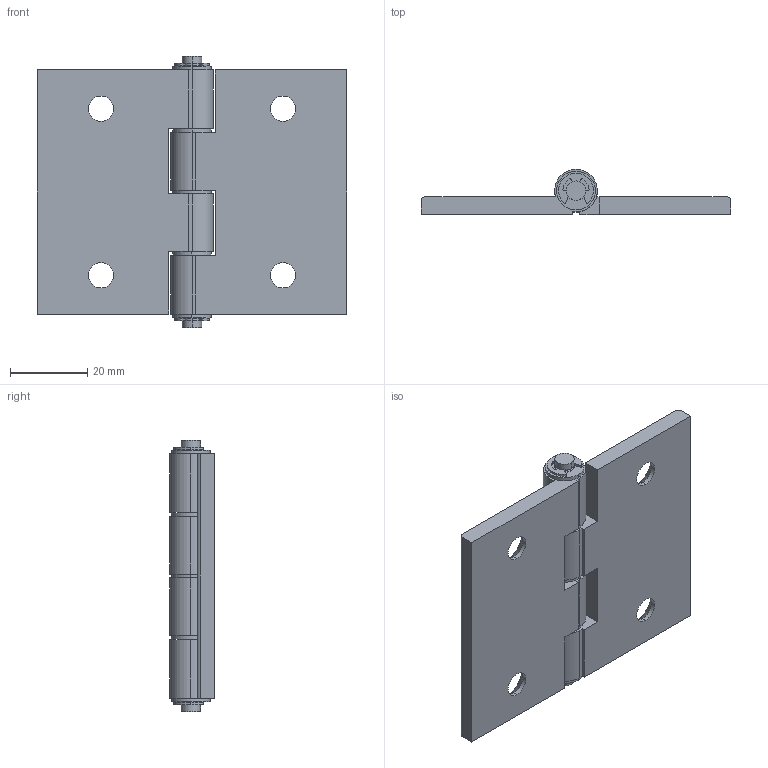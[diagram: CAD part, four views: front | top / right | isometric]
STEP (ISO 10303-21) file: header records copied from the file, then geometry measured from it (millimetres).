
FILE_DESCRIPTION (( 'STEP AP203' ), '1' );
FILE_NAME ('sone3D.STEP', '2017-10-24T03:53:37', ( '' ), ( '' ), 'SwSTEP 2.0', 'SolidWorks 2014', '' );
FILE_SCHEMA (( 'CONFIG_CONTROL_DESIGN' ));
Length unit declared in the file: millimetre
Products named in the file (6): B-500N-1乣4_僸儞僕_B-500N-1; B-500N-1～4_ピン; B-500N-1乣4_庽帀僽僢僔儏; B-500N-1乣4_儚僢僔儍乕; Φ4用E形止め輪; sone3D
Assembly tree (10 placements, depth 2):
  sone3D
    B-500N-1乣4_僸儞僕_B-500N-1  x2
    B-500N-1～4_ピン
    B-500N-1乣4_庽帀僽僢僔儏  x4
    B-500N-1乣4_儚僢僔儍乕
    Φ4用E形止め輪  x2
Bounding box: 80 x 11.6 x 70 mm (x, y, z)
Volume: 24894.4 mm3; surface area: 18314.2 mm2
Topology: 10 solids, 10 shells, 170 faces, 418 edges, 276 vertices
Faces by surface type: cylinder 98, plane 64, cone 8
Entity records: 3414 total; most frequent: DIRECTION 516, CARTESIAN_POINT 452, ORIENTED_EDGE 424, EDGE_CURVE 212, AXIS2_PLACEMENT_3D 204, VERTEX_POINT 140, LINE 108, VECTOR 108
